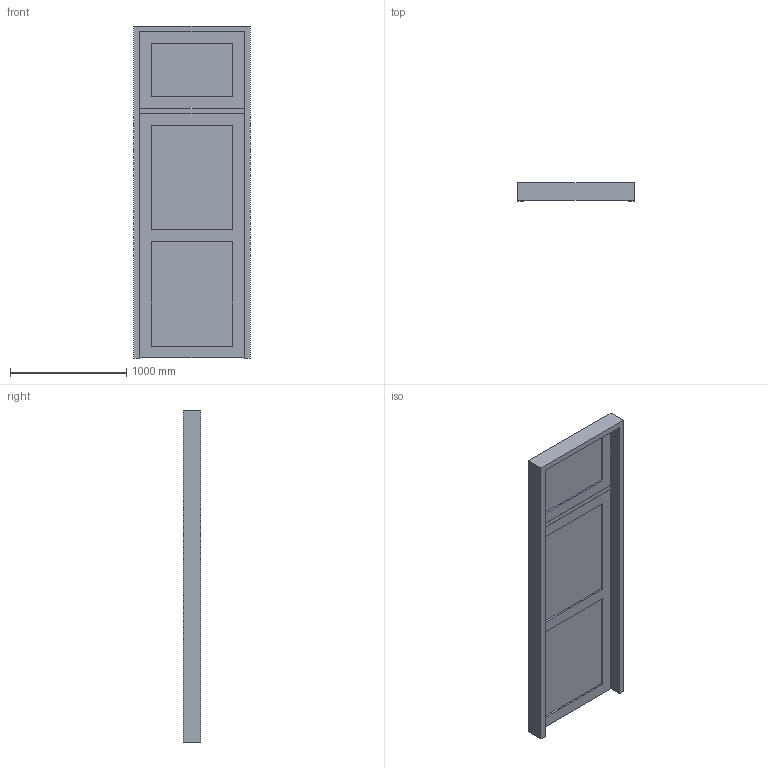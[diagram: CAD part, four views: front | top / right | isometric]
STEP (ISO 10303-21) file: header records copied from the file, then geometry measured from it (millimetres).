
FILE_DESCRIPTION(('FreeCAD Model'),'2;1');
FILE_NAME('Single door with glass and transom.step','2016-10-04T10:53:33',('Author'),(''), 'Open CASCADE STEP processor 6.8','FreeCAD','Unknown');
FILE_SCHEMA(('AUTOMOTIVE_DESIGN_CC2 { 1 2 10303 214 -1 1 5 4 }'));
Length unit declared in the file: millimetre
Products named in the file (2): ASSEMBLY; Single_door_with_glass_and_transom
Assembly tree (1 placements, depth 2):
  ASSEMBLY
    Single_door_with_glass_and_transom
Bounding box: 1000 x 150 x 2850 mm (x, y, z)
Volume: 102962230 mm3; surface area: 8569976 mm2
Topology: 7 solids, 7 shells, 58 faces, 132 edges, 88 vertices
Faces by surface type: plane 58
Entity records: 3749 total; most frequent: CARTESIAN_POINT 544, DIRECTION 516, LINE 396, VECTOR 396, ORIENTED_EDGE 264, PCURVE 264, DEFINITIONAL_REPRESENTATION 264, EDGE_CURVE 132
